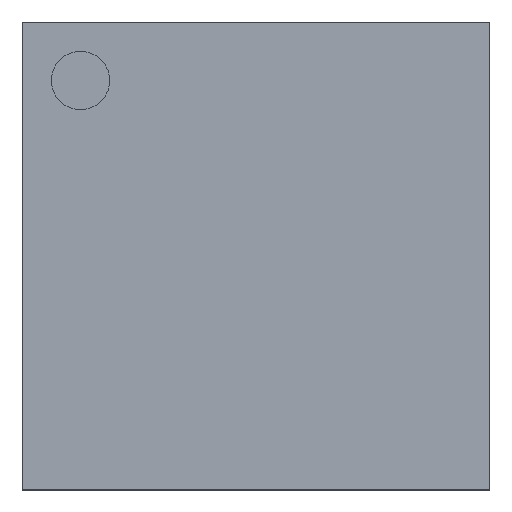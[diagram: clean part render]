
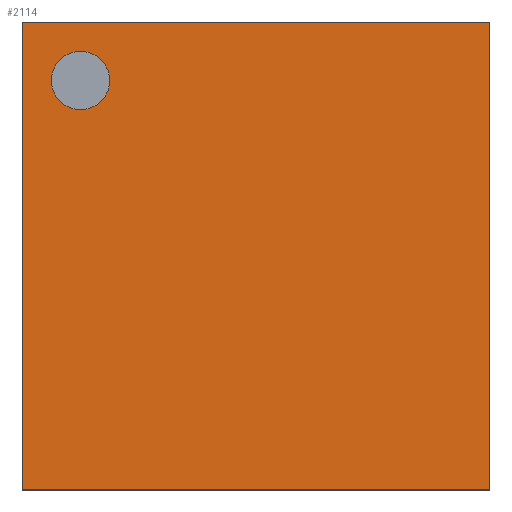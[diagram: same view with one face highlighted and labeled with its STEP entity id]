
A CAD part, top view. The second image highlights one B-rep face of the part: STEP entity #2114.
In plain terms, the highlighted planar face has unit normal (0, 0, 1).
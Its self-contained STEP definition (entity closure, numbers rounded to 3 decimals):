
#1925 = VERTEX_POINT('',#1926);
#1926 = CARTESIAN_POINT('',(-4.,-4.,1.2));
#1933 = PLANE('',#1934);
#1934 = AXIS2_PLACEMENT_3D('',#1935,#1936,#1937);
#1935 = CARTESIAN_POINT('',(-4.,-4.,0.45));
#1936 = DIRECTION('',(1.,0.,0.));
#1937 = DIRECTION('',(0.,0.,1.));
#1945 = PLANE('',#1946);
#1946 = AXIS2_PLACEMENT_3D('',#1947,#1948,#1949);
#1947 = CARTESIAN_POINT('',(-4.,-4.,0.45));
#1948 = DIRECTION('',(0.,1.,0.));
#1949 = DIRECTION('',(0.,0.,1.));
#1986 = VERTEX_POINT('',#1987);
#1987 = CARTESIAN_POINT('',(-4.,4.,1.2));
#2001 = PLANE('',#2002);
#2002 = AXIS2_PLACEMENT_3D('',#2003,#2004,#2005);
#2003 = CARTESIAN_POINT('',(-4.,4.,0.45));
#2004 = DIRECTION('',(0.,1.,0.));
#2005 = DIRECTION('',(0.,0.,1.));
#2013 = EDGE_CURVE('',#1925,#1986,#2014,.T.);
#2014 = SURFACE_CURVE('',#2015,(#2019,#2026),.PCURVE_S1.);
#2015 = LINE('',#2016,#2017);
#2016 = CARTESIAN_POINT('',(-4.,-4.,1.2));
#2017 = VECTOR('',#2018,1.);
#2018 = DIRECTION('',(0.,1.,0.));
#2019 = PCURVE('',#1933,#2020);
#2020 = DEFINITIONAL_REPRESENTATION('',(#2021),#2025);
#2021 = LINE('',#2022,#2023);
#2022 = CARTESIAN_POINT('',(0.75,0.));
#2023 = VECTOR('',#2024,1.);
#2024 = DIRECTION('',(0.,-1.));
#2025 = ( GEOMETRIC_REPRESENTATION_CONTEXT(2) 
PARAMETRIC_REPRESENTATION_CONTEXT() REPRESENTATION_CONTEXT('2D SPACE',''
  ) );
#2026 = PCURVE('',#2027,#2032);
#2027 = PLANE('',#2028);
#2028 = AXIS2_PLACEMENT_3D('',#2029,#2030,#2031);
#2029 = CARTESIAN_POINT('',(-4.,-4.,1.2));
#2030 = DIRECTION('',(0.,0.,1.));
#2031 = DIRECTION('',(1.,0.,0.));
#2032 = DEFINITIONAL_REPRESENTATION('',(#2033),#2037);
#2033 = LINE('',#2034,#2035);
#2034 = CARTESIAN_POINT('',(0.,0.));
#2035 = VECTOR('',#2036,1.);
#2036 = DIRECTION('',(0.,1.));
#2037 = ( GEOMETRIC_REPRESENTATION_CONTEXT(2) 
PARAMETRIC_REPRESENTATION_CONTEXT() REPRESENTATION_CONTEXT('2D SPACE',''
  ) );
#2066 = EDGE_CURVE('',#1925,#2067,#2069,.T.);
#2067 = VERTEX_POINT('',#2068);
#2068 = CARTESIAN_POINT('',(4.,-4.,1.2));
#2069 = SURFACE_CURVE('',#2070,(#2074,#2081),.PCURVE_S1.);
#2070 = LINE('',#2071,#2072);
#2071 = CARTESIAN_POINT('',(-4.,-4.,1.2));
#2072 = VECTOR('',#2073,1.);
#2073 = DIRECTION('',(1.,0.,0.));
#2074 = PCURVE('',#1945,#2075);
#2075 = DEFINITIONAL_REPRESENTATION('',(#2076),#2080);
#2076 = LINE('',#2077,#2078);
#2077 = CARTESIAN_POINT('',(0.75,0.));
#2078 = VECTOR('',#2079,1.);
#2079 = DIRECTION('',(0.,1.));
#2080 = ( GEOMETRIC_REPRESENTATION_CONTEXT(2) 
PARAMETRIC_REPRESENTATION_CONTEXT() REPRESENTATION_CONTEXT('2D SPACE',''
  ) );
#2081 = PCURVE('',#2027,#2082);
#2082 = DEFINITIONAL_REPRESENTATION('',(#2083),#2087);
#2083 = LINE('',#2084,#2085);
#2084 = CARTESIAN_POINT('',(0.,0.));
#2085 = VECTOR('',#2086,1.);
#2086 = DIRECTION('',(1.,0.));
#2087 = ( GEOMETRIC_REPRESENTATION_CONTEXT(2) 
PARAMETRIC_REPRESENTATION_CONTEXT() REPRESENTATION_CONTEXT('2D SPACE',''
  ) );
#2103 = PLANE('',#2104);
#2104 = AXIS2_PLACEMENT_3D('',#2105,#2106,#2107);
#2105 = CARTESIAN_POINT('',(4.,-4.,0.45));
#2106 = DIRECTION('',(1.,0.,0.));
#2107 = DIRECTION('',(0.,0.,1.));
#2114 = ADVANCED_FACE('',(#2115,#2163),#2027,.T.);
#2115 = FACE_BOUND('',#2116,.T.);
#2116 = EDGE_LOOP('',(#2117,#2118,#2119,#2142));
#2117 = ORIENTED_EDGE('',*,*,#2013,.F.);
#2118 = ORIENTED_EDGE('',*,*,#2066,.T.);
#2119 = ORIENTED_EDGE('',*,*,#2120,.T.);
#2120 = EDGE_CURVE('',#2067,#2121,#2123,.T.);
#2121 = VERTEX_POINT('',#2122);
#2122 = CARTESIAN_POINT('',(4.,4.,1.2));
#2123 = SURFACE_CURVE('',#2124,(#2128,#2135),.PCURVE_S1.);
#2124 = LINE('',#2125,#2126);
#2125 = CARTESIAN_POINT('',(4.,-4.,1.2));
#2126 = VECTOR('',#2127,1.);
#2127 = DIRECTION('',(0.,1.,0.));
#2128 = PCURVE('',#2027,#2129);
#2129 = DEFINITIONAL_REPRESENTATION('',(#2130),#2134);
#2130 = LINE('',#2131,#2132);
#2131 = CARTESIAN_POINT('',(8.,0.));
#2132 = VECTOR('',#2133,1.);
#2133 = DIRECTION('',(0.,1.));
#2134 = ( GEOMETRIC_REPRESENTATION_CONTEXT(2) 
PARAMETRIC_REPRESENTATION_CONTEXT() REPRESENTATION_CONTEXT('2D SPACE',''
  ) );
#2135 = PCURVE('',#2103,#2136);
#2136 = DEFINITIONAL_REPRESENTATION('',(#2137),#2141);
#2137 = LINE('',#2138,#2139);
#2138 = CARTESIAN_POINT('',(0.75,0.));
#2139 = VECTOR('',#2140,1.);
#2140 = DIRECTION('',(0.,-1.));
#2141 = ( GEOMETRIC_REPRESENTATION_CONTEXT(2) 
PARAMETRIC_REPRESENTATION_CONTEXT() REPRESENTATION_CONTEXT('2D SPACE',''
  ) );
#2142 = ORIENTED_EDGE('',*,*,#2143,.F.);
#2143 = EDGE_CURVE('',#1986,#2121,#2144,.T.);
#2144 = SURFACE_CURVE('',#2145,(#2149,#2156),.PCURVE_S1.);
#2145 = LINE('',#2146,#2147);
#2146 = CARTESIAN_POINT('',(-4.,4.,1.2));
#2147 = VECTOR('',#2148,1.);
#2148 = DIRECTION('',(1.,0.,0.));
#2149 = PCURVE('',#2027,#2150);
#2150 = DEFINITIONAL_REPRESENTATION('',(#2151),#2155);
#2151 = LINE('',#2152,#2153);
#2152 = CARTESIAN_POINT('',(0.,8.));
#2153 = VECTOR('',#2154,1.);
#2154 = DIRECTION('',(1.,0.));
#2155 = ( GEOMETRIC_REPRESENTATION_CONTEXT(2) 
PARAMETRIC_REPRESENTATION_CONTEXT() REPRESENTATION_CONTEXT('2D SPACE',''
  ) );
#2156 = PCURVE('',#2001,#2157);
#2157 = DEFINITIONAL_REPRESENTATION('',(#2158),#2162);
#2158 = LINE('',#2159,#2160);
#2159 = CARTESIAN_POINT('',(0.75,0.));
#2160 = VECTOR('',#2161,1.);
#2161 = DIRECTION('',(0.,1.));
#2162 = ( GEOMETRIC_REPRESENTATION_CONTEXT(2) 
PARAMETRIC_REPRESENTATION_CONTEXT() REPRESENTATION_CONTEXT('2D SPACE',''
  ) );
#2163 = FACE_BOUND('',#2164,.T.);
#2164 = EDGE_LOOP('',(#2165));
#2165 = ORIENTED_EDGE('',*,*,#2166,.F.);
#2166 = EDGE_CURVE('',#2167,#2167,#2169,.T.);
#2167 = VERTEX_POINT('',#2168);
#2168 = CARTESIAN_POINT('',(-2.5,3.,1.2));
#2169 = SURFACE_CURVE('',#2170,(#2175,#2182),.PCURVE_S1.);
#2170 = CIRCLE('',#2171,0.5);
#2171 = AXIS2_PLACEMENT_3D('',#2172,#2173,#2174);
#2172 = CARTESIAN_POINT('',(-3.,3.,1.2));
#2173 = DIRECTION('',(0.,0.,1.));
#2174 = DIRECTION('',(1.,0.,0.));
#2175 = PCURVE('',#2027,#2176);
#2176 = DEFINITIONAL_REPRESENTATION('',(#2177),#2181);
#2177 = CIRCLE('',#2178,0.5);
#2178 = AXIS2_PLACEMENT_2D('',#2179,#2180);
#2179 = CARTESIAN_POINT('',(1.,7.));
#2180 = DIRECTION('',(1.,0.));
#2181 = ( GEOMETRIC_REPRESENTATION_CONTEXT(2) 
PARAMETRIC_REPRESENTATION_CONTEXT() REPRESENTATION_CONTEXT('2D SPACE',''
  ) );
#2182 = PCURVE('',#2183,#2188);
#2183 = CYLINDRICAL_SURFACE('',#2184,0.5);
#2184 = AXIS2_PLACEMENT_3D('',#2185,#2186,#2187);
#2185 = CARTESIAN_POINT('',(-3.,3.,1.08));
#2186 = DIRECTION('',(0.,0.,1.));
#2187 = DIRECTION('',(1.,0.,0.));
#2188 = DEFINITIONAL_REPRESENTATION('',(#2189),#2193);
#2189 = LINE('',#2190,#2191);
#2190 = CARTESIAN_POINT('',(0.,0.12));
#2191 = VECTOR('',#2192,1.);
#2192 = DIRECTION('',(1.,0.));
#2193 = ( GEOMETRIC_REPRESENTATION_CONTEXT(2) 
PARAMETRIC_REPRESENTATION_CONTEXT() REPRESENTATION_CONTEXT('2D SPACE',''
  ) );
